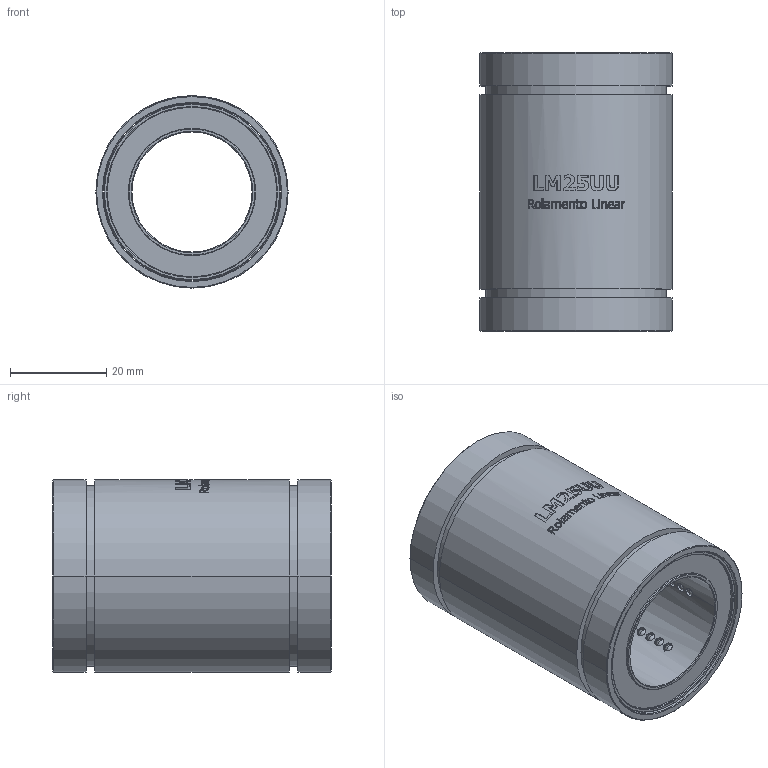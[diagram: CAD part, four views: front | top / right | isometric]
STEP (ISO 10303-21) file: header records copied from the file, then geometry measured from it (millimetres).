
FILE_DESCRIPTION (( 'STEP AP214' ), '1' );
FILE_NAME ('LM25UU.STEP', '2021-09-07T22:15:44', ( '' ), ( '' ), 'SwSTEP 2.0', 'SolidWorks 2019', '' );
FILE_SCHEMA (( 'AUTOMOTIVE_DESIGN' ));
Length unit declared in the file: millimetre
Products named in the file (1): LM25UU
Bounding box: 40 x 58 x 40 mm (x, y, z)
Volume: 41478.8 mm3; surface area: 30306.8 mm2
Topology: 104 solids, 104 shells, 784 faces, 2657 edges, 1778 vertices
Faces by surface type: sphere 408, plane 151, bspline 148, cylinder 53, cone 24
Entity records: 34275 total; most frequent: CARTESIAN_POINT 14302, ORIENTED_EDGE 3842, DIRECTION 3459, EDGE_CURVE 1921, AXIS2_PLACEMENT_3D 1469, VERTEX_POINT 1450, EDGE_LOOP 1085, CIRCLE 832
